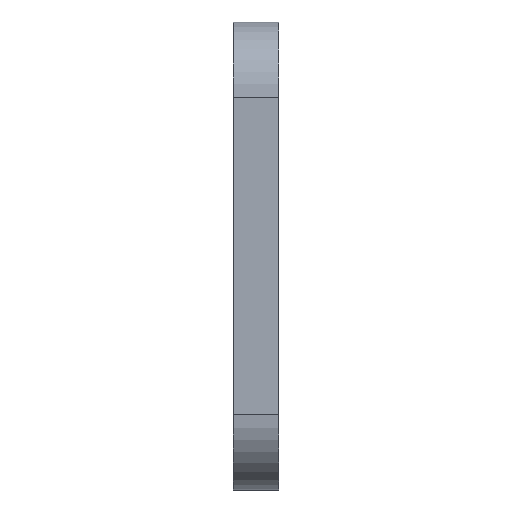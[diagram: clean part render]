
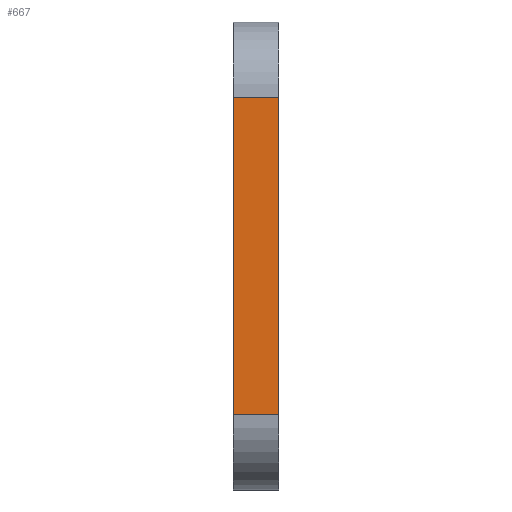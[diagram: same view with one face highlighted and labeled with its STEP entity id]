
A CAD part, left-side view. The second image highlights one B-rep face of the part: STEP entity #667.
In plain terms, the highlighted planar face has unit normal (-1, 0, 0).
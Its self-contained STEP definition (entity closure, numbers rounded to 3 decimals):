
#7 = CARTESIAN_POINT ( 'NONE',  ( -51., 6., 21. ) ) ;
#75 = CARTESIAN_POINT ( 'NONE',  ( -51., 6., -31. ) ) ;
#77 = LINE ( 'NONE', #7, #264 ) ;
#82 = ORIENTED_EDGE ( 'NONE', *, *, #721, .T. ) ;
#88 = EDGE_LOOP ( 'NONE', ( #275, #82, #785, #109 ) ) ;
#109 = ORIENTED_EDGE ( 'NONE', *, *, #629, .T. ) ;
#141 = LINE ( 'NONE', #425, #795 ) ;
#163 = LINE ( 'NONE', #647, #611 ) ;
#190 = DIRECTION ( 'NONE',  ( 0., -1., 0. ) ) ;
#229 = EDGE_CURVE ( 'NONE', #782, #643, #720, .T. ) ;
#243 = CARTESIAN_POINT ( 'NONE',  ( -51., 0., 21. ) ) ;
#257 = CARTESIAN_POINT ( 'NONE',  ( -51., 0., -21. ) ) ;
#264 = VECTOR ( 'NONE', #365, 1000. ) ;
#267 = DIRECTION ( 'NONE',  ( 1., 0., 0. ) ) ;
#275 = ORIENTED_EDGE ( 'NONE', *, *, #478, .T. ) ;
#295 = FACE_OUTER_BOUND ( 'NONE', #88, .T. ) ;
#301 = DIRECTION ( 'NONE',  ( 0., 0., 1. ) ) ;
#350 = DIRECTION ( 'NONE',  ( 0., 0., -1. ) ) ;
#365 = DIRECTION ( 'NONE',  ( 0., 1., 0. ) ) ;
#418 = PLANE ( 'NONE',  #450 ) ;
#425 = CARTESIAN_POINT ( 'NONE',  ( -51., 6., -21. ) ) ;
#450 = AXIS2_PLACEMENT_3D ( 'NONE', #492, #267, #350 ) ;
#478 = EDGE_CURVE ( 'NONE', #751, #568, #163, .T. ) ;
#486 = CARTESIAN_POINT ( 'NONE',  ( -51., 6., 21. ) ) ;
#492 = CARTESIAN_POINT ( 'NONE',  ( -51., 6., -31. ) ) ;
#568 = VERTEX_POINT ( 'NONE', #243 ) ;
#611 = VECTOR ( 'NONE', #780, 1000. ) ;
#624 = CARTESIAN_POINT ( 'NONE',  ( -51., 6., -21. ) ) ;
#629 = EDGE_CURVE ( 'NONE', #782, #751, #141, .T. ) ;
#643 = VERTEX_POINT ( 'NONE', #486 ) ;
#647 = CARTESIAN_POINT ( 'NONE',  ( -51., 0., -31. ) ) ;
#667 = ADVANCED_FACE ( 'NONE', ( #295 ), #418, .F. ) ;
#720 = LINE ( 'NONE', #75, #755 ) ;
#721 = EDGE_CURVE ( 'NONE', #568, #643, #77, .T. ) ;
#751 = VERTEX_POINT ( 'NONE', #257 ) ;
#755 = VECTOR ( 'NONE', #301, 1000. ) ;
#780 = DIRECTION ( 'NONE',  ( 0., 0., 1. ) ) ;
#782 = VERTEX_POINT ( 'NONE', #624 ) ;
#785 = ORIENTED_EDGE ( 'NONE', *, *, #229, .F. ) ;
#795 = VECTOR ( 'NONE', #190, 1000. ) ;
